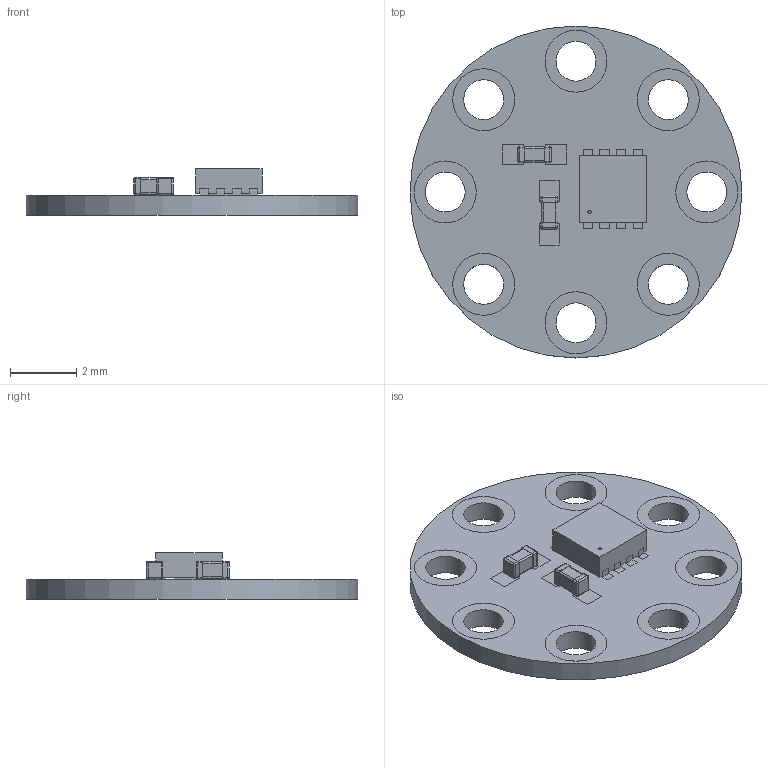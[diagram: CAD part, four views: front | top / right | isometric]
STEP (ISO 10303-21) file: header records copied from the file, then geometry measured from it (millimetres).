
FILE_DESCRIPTION(('FreeCAD Model'),'2;1');
FILE_NAME('TinyLily_MOTOR_ASL2001_REV3-STEP.step', '2020-08-24T17:15:09',('Author'),(''), 'Open CASCADE STEP processor 7.4','FreeCAD','Unknown');
FILE_SCHEMA(('AUTOMOTIVE_DESIGN { 1 0 10303 214 1 1 1 1 }'));
Length unit declared in the file: millimetre
Products named in the file (1): TinyLily_MOTOR_ASL2001_REV3-STEP
Bounding box: 10 x 10 x 1.4 mm (x, y, z)
Volume: 90.1 mm3; surface area: 447.5 mm2
Topology: 39 solids, 39 shells, 362 faces, 1114 edges, 1106 vertices
Faces by surface type: plane 256, cylinder 90, sphere 16
Full cylindrical faces by diameter (mm): 1.202 x32, 1.867 x16, 10 x2
Entity records: 27452 total; most frequent: CARTESIAN_POINT 4787, DIRECTION 3562, LINE 2104, VECTOR 2104, ORIENTED_EDGE 1588, PCURVE 1588, DEFINITIONAL_REPRESENTATION 1588, EDGE_CURVE 794
